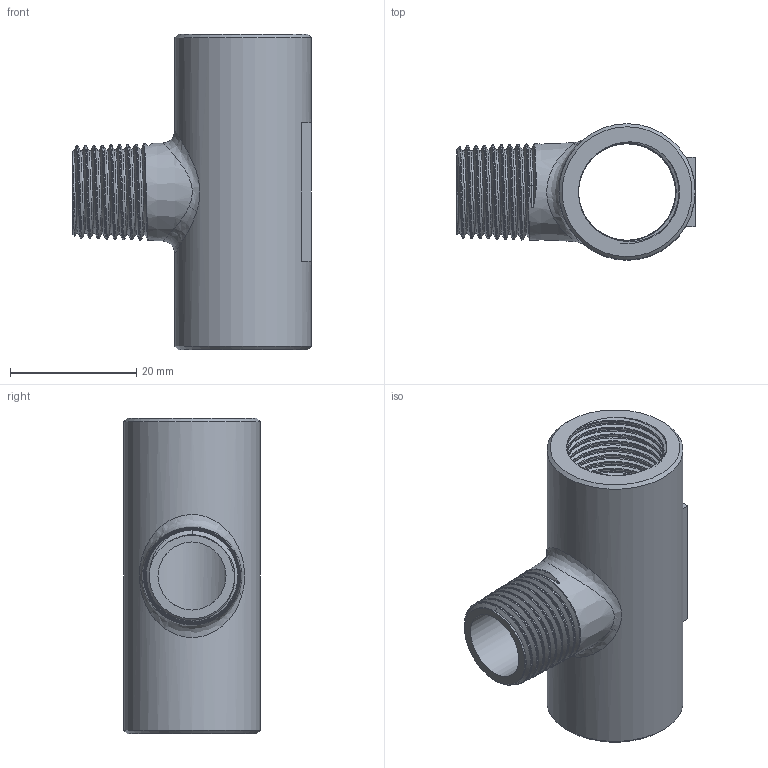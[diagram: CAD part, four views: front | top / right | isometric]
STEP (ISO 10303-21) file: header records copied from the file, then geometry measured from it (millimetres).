
FILE_DESCRIPTION(/* description */ ('Unknown'),/* implementation_level */ '2;1');
FILE_NAME(/* name */ '20201110-R-221-A-P-009-DN8-DN10',/* time_stamp */ '2020-11-10T16:10:10+08:00',/* author */ ('Unknown'),/* organization */ ('Unknown'),/* preprocessor_version */ 'ST-DEVELOPER v16.7',/* originating_system */ 'DEX',/* authorisation */ $);
FILE_SCHEMA (('AUTOMOTIVE_DESIGN {1 0 10303 214 3 1 1}'));
Length unit declared in the file: millimetre
Products named in the file (1): R-221-A_DN10
Bounding box: 37.8 x 21.6 x 50 mm (x, y, z)
Volume: 9726.2 mm3; surface area: 8593.3 mm2
Topology: 1 solids, 1 shells, 76 faces, 277 edges, 204 vertices
Faces by surface type: cylinder 28, bspline 22, plane 14, cone 12
Full cylindrical faces by diameter (mm): 10.8 x1, 15.39 x21, 21.6 x1
Entity records: 26681 total; most frequent: CARTESIAN_POINT 25198, ORIENTED_EDGE 478, EDGE_CURVE 239, VERTEX_POINT 203, DIRECTION 114, B_SPLINE_CURVE_WITH_KNOTS 94, EDGE_LOOP 58, FACE_BOUND 58
